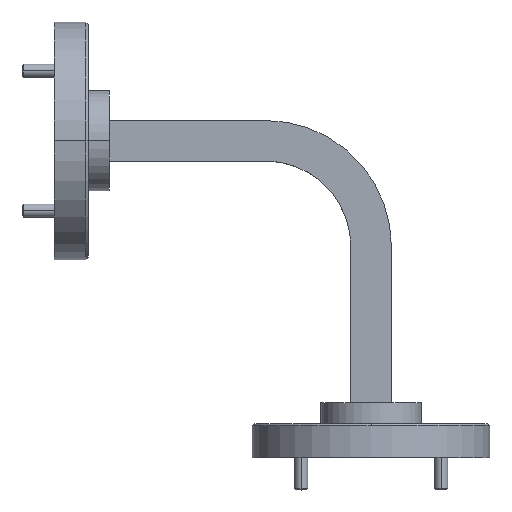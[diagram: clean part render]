
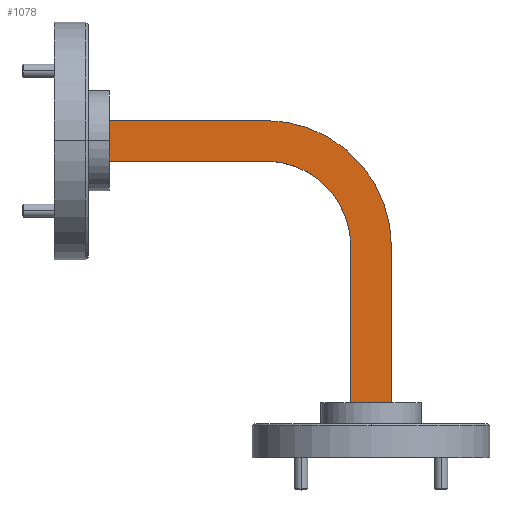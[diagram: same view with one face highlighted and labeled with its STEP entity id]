
A CAD part, top view. The second image highlights one B-rep face of the part: STEP entity #1078.
In plain terms, the highlighted planar face has unit normal (0, 0, 1).
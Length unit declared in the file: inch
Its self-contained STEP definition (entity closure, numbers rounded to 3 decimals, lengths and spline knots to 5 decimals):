
#61 = CARTESIAN_POINT ( 'NONE',  ( 1., -0.096, 0.152 ) ) ;
#233 = VECTOR ( 'NONE', #2795, 39.37008 ) ;
#414 = DIRECTION ( 'NONE',  ( 0., 0., 1. ) ) ;
#518 = VERTEX_POINT ( 'NONE', #1174 ) ;
#620 = VERTEX_POINT ( 'NONE', #7310 ) ;
#680 = CARTESIAN_POINT ( 'NONE',  ( 1., -0.5, 0.152 ) ) ;
#904 = FACE_OUTER_BOUND ( 'NONE', #1121, .T. ) ;
#916 = EDGE_CURVE ( 'NONE', #3496, #5878, #4513, .T. ) ;
#992 = VERTEX_POINT ( 'NONE', #5306 ) ;
#1026 = LINE ( 'NONE', #4000, #233 ) ;
#1078 = ADVANCED_FACE ( 'NONE', ( #904 ), #5356, .T. ) ;
#1081 = ORIENTED_EDGE ( 'NONE', *, *, #3939, .T. ) ;
#1121 = EDGE_LOOP ( 'NONE', ( #1081, #1584, #3541, #2839, #7065, #5271, #3719, #6507 ) ) ;
#1174 = CARTESIAN_POINT ( 'NONE',  ( 0.26, 0.096, 0.152 ) ) ;
#1235 = VECTOR ( 'NONE', #3515, 39.37008 ) ;
#1395 = LINE ( 'NONE', #2532, #5437 ) ;
#1484 = VECTOR ( 'NONE', #6859, 39.37008 ) ;
#1489 = CARTESIAN_POINT ( 'NONE',  ( 1.404, -0.5, 0.152 ) ) ;
#1584 = ORIENTED_EDGE ( 'NONE', *, *, #6863, .F. ) ;
#1766 = DIRECTION ( 'NONE',  ( 0., -1., 0. ) ) ;
#2435 = CIRCLE ( 'NONE', #6676, 0.404 ) ;
#2498 = VERTEX_POINT ( 'NONE', #4043 ) ;
#2532 = CARTESIAN_POINT ( 'NONE',  ( 1., -1.24, 0.152 ) ) ;
#2795 = DIRECTION ( 'NONE',  ( 0., -1., 0. ) ) ;
#2812 = AXIS2_PLACEMENT_3D ( 'NONE', #680, #6412, #3422 ) ;
#2834 = DIRECTION ( 'NONE',  ( -1., 0., 0. ) ) ;
#2839 = ORIENTED_EDGE ( 'NONE', *, *, #6883, .T. ) ;
#2866 = DIRECTION ( 'NONE',  ( -1., 0., 0. ) ) ;
#2986 = CARTESIAN_POINT ( 'NONE',  ( 1.404, -1.24, 0.152 ) ) ;
#3050 = EDGE_CURVE ( 'NONE', #3496, #518, #3441, .T. ) ;
#3265 = CARTESIAN_POINT ( 'NONE',  ( 1., -0.096, 0.152 ) ) ;
#3422 = DIRECTION ( 'NONE',  ( -1., 0., 0. ) ) ;
#3441 = LINE ( 'NONE', #6385, #3862 ) ;
#3496 = VERTEX_POINT ( 'NONE', #5563 ) ;
#3515 = DIRECTION ( 'NONE',  ( -1., 0., 0. ) ) ;
#3541 = ORIENTED_EDGE ( 'NONE', *, *, #4553, .T. ) ;
#3611 = VECTOR ( 'NONE', #1766, 39.37008 ) ;
#3649 = AXIS2_PLACEMENT_3D ( 'NONE', #3265, #414, #4412 ) ;
#3719 = ORIENTED_EDGE ( 'NONE', *, *, #916, .F. ) ;
#3862 = VECTOR ( 'NONE', #2834, 39.37008 ) ;
#3939 = EDGE_CURVE ( 'NONE', #518, #992, #1026, .T. ) ;
#4000 = CARTESIAN_POINT ( 'NONE',  ( 0.26, 0.096, 0.152 ) ) ;
#4038 = EDGE_CURVE ( 'NONE', #620, #6334, #1395, .T. ) ;
#4043 = CARTESIAN_POINT ( 'NONE',  ( 1., -0.096, 0.152 ) ) ;
#4279 = CARTESIAN_POINT ( 'NONE',  ( 1.596, -0.5, 0.152 ) ) ;
#4412 = DIRECTION ( 'NONE',  ( 1., 0., 0. ) ) ;
#4513 = CIRCLE ( 'NONE', #2812, 0.596 ) ;
#4553 = EDGE_CURVE ( 'NONE', #2498, #6658, #2435, .T. ) ;
#4586 = LINE ( 'NONE', #6441, #3611 ) ;
#5188 = EDGE_CURVE ( 'NONE', #5878, #620, #4586, .T. ) ;
#5271 = ORIENTED_EDGE ( 'NONE', *, *, #5188, .F. ) ;
#5306 = CARTESIAN_POINT ( 'NONE',  ( 0.26, -0.096, 0.152 ) ) ;
#5356 = PLANE ( 'NONE',  #3649 ) ;
#5437 = VECTOR ( 'NONE', #5477, 39.37008 ) ;
#5477 = DIRECTION ( 'NONE',  ( -1., 0., 0. ) ) ;
#5563 = CARTESIAN_POINT ( 'NONE',  ( 1., 0.096, 0.152 ) ) ;
#5663 = LINE ( 'NONE', #7427, #1484 ) ;
#5842 = LINE ( 'NONE', #61, #1235 ) ;
#5878 = VERTEX_POINT ( 'NONE', #4279 ) ;
#6334 = VERTEX_POINT ( 'NONE', #2986 ) ;
#6385 = CARTESIAN_POINT ( 'NONE',  ( 1., 0.096, 0.152 ) ) ;
#6412 = DIRECTION ( 'NONE',  ( 0., 0., -1. ) ) ;
#6441 = CARTESIAN_POINT ( 'NONE',  ( 1.596, -0.5, 0.152 ) ) ;
#6507 = ORIENTED_EDGE ( 'NONE', *, *, #3050, .T. ) ;
#6658 = VERTEX_POINT ( 'NONE', #1489 ) ;
#6676 = AXIS2_PLACEMENT_3D ( 'NONE', #6929, #7461, #2866 ) ;
#6859 = DIRECTION ( 'NONE',  ( 0., -1., 0. ) ) ;
#6863 = EDGE_CURVE ( 'NONE', #2498, #992, #5842, .T. ) ;
#6883 = EDGE_CURVE ( 'NONE', #6658, #6334, #5663, .T. ) ;
#6929 = CARTESIAN_POINT ( 'NONE',  ( 1., -0.5, 0.152 ) ) ;
#7065 = ORIENTED_EDGE ( 'NONE', *, *, #4038, .F. ) ;
#7310 = CARTESIAN_POINT ( 'NONE',  ( 1.596, -1.24, 0.152 ) ) ;
#7427 = CARTESIAN_POINT ( 'NONE',  ( 1.404, -0.5, 0.152 ) ) ;
#7461 = DIRECTION ( 'NONE',  ( 0., 0., -1. ) ) ;
